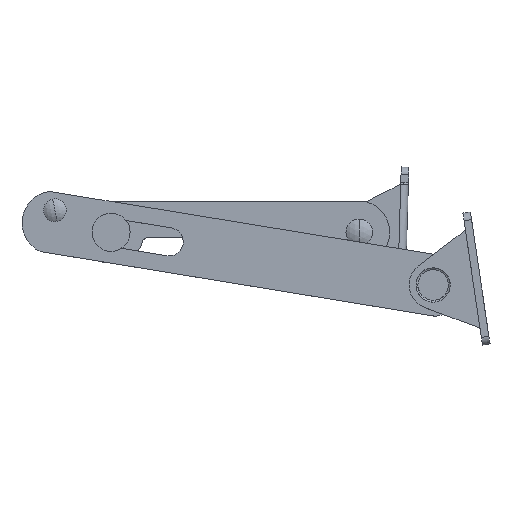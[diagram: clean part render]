
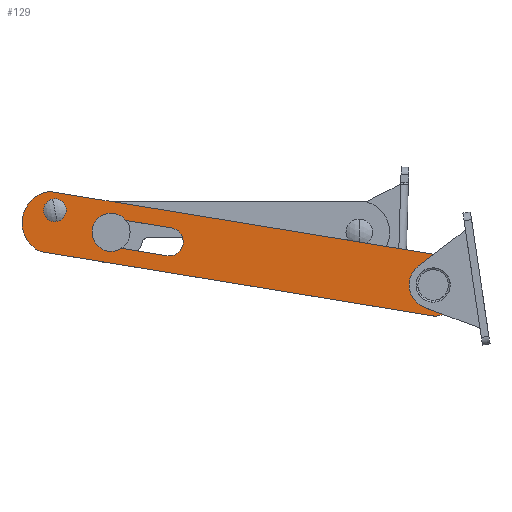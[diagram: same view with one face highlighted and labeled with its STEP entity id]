
A CAD part, top view. The second image highlights one B-rep face of the part: STEP entity #129.
In plain terms, the highlighted planar face has unit normal (0, 0, 1).
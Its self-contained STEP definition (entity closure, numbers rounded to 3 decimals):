
#11 = DIRECTION ( 'NONE',  ( -0.987, 0.161, 0. ) ) ;
#54 = DIRECTION ( 'NONE',  ( 0., 0., 1. ) ) ;
#97 = DIRECTION ( 'NONE',  ( 0.987, -0.161, 0. ) ) ;
#127 = PLANE ( 'NONE',  #2198 ) ;
#129 = ADVANCED_FACE ( 'NONE', ( #3136, #337, #3910, #417 ), #127, .T. ) ;
#136 = CARTESIAN_POINT ( 'NONE',  ( 39.985, -3.769, -1.25 ) ) ;
#223 = CARTESIAN_POINT ( 'NONE',  ( -63.916, 13.23, -1.25 ) ) ;
#225 = EDGE_CURVE ( 'NONE', #469, #580, #1124, .T. ) ;
#244 = ORIENTED_EDGE ( 'NONE', *, *, #3768, .F. ) ;
#317 = CARTESIAN_POINT ( 'NONE',  ( 39.195, -11.746, -1.25 ) ) ;
#337 = FACE_BOUND ( 'NONE', #2953, .T. ) ;
#348 = CIRCLE ( 'NONE', #2956, 2.5 ) ;
#374 = CARTESIAN_POINT ( 'NONE',  ( 36.403, -11.289, -1.25 ) ) ;
#417 = FACE_BOUND ( 'NONE', #3914, .T. ) ;
#418 = DIRECTION ( 'NONE',  ( 0., 0., 1. ) ) ;
#468 = CIRCLE ( 'NONE', #2740, 8.33 ) ;
#469 = VERTEX_POINT ( 'NONE', #2793 ) ;
#483 = EDGE_CURVE ( 'NONE', #1995, #2464, #3093, .T. ) ;
#488 = CARTESIAN_POINT ( 'NONE',  ( 36.728, -11.342, -1.25 ) ) ;
#502 = AXIS2_PLACEMENT_3D ( 'NONE', #374, #418, #2596 ) ;
#538 = EDGE_CURVE ( 'NONE', #552, #3642, #1572, .T. ) ;
#552 = VERTEX_POINT ( 'NONE', #3496 ) ;
#580 = VERTEX_POINT ( 'NONE', #2860 ) ;
#621 = ORIENTED_EDGE ( 'NONE', *, *, #830, .F. ) ;
#637 = CARTESIAN_POINT ( 'NONE',  ( 37.402, -19.559, -1.25 ) ) ;
#661 = AXIS2_PLACEMENT_3D ( 'NONE', #2533, #3807, #1293 ) ;
#676 = DIRECTION ( 'NONE',  ( -0.987, 0.161, 0. ) ) ;
#704 = CARTESIAN_POINT ( 'NONE',  ( 37.402, -19.559, -1.25 ) ) ;
#766 = EDGE_CURVE ( 'NONE', #3013, #2398, #1190, .T. ) ;
#795 = ORIENTED_EDGE ( 'NONE', *, *, #483, .T. ) ;
#814 = DIRECTION ( 'NONE',  ( 0.987, -0.161, 0. ) ) ;
#830 = EDGE_CURVE ( 'NONE', #4030, #552, #4036, .T. ) ;
#842 = CARTESIAN_POINT ( 'NONE',  ( -62.917, 4.96, -1.25 ) ) ;
#874 = DIRECTION ( 'NONE',  ( 0.987, -0.161, 0. ) ) ;
#909 = CIRCLE ( 'NONE', #661, 3.7 ) ;
#981 = CARTESIAN_POINT ( 'NONE',  ( -44.437, 5.686, -1.25 ) ) ;
#1000 = CARTESIAN_POINT ( 'NONE',  ( -32.003, 3.651, -1.25 ) ) ;
#1124 = CIRCLE ( 'NONE', #3725, 1.7 ) ;
#1187 = AXIS2_PLACEMENT_3D ( 'NONE', #3829, #2267, #2841 ) ;
#1190 = CIRCLE ( 'NONE', #3474, 2.5 ) ;
#1293 = DIRECTION ( 'NONE',  ( 0.987, -0.161, 0. ) ) ;
#1304 = EDGE_CURVE ( 'NONE', #3642, #1709, #909, .T. ) ;
#1433 = ORIENTED_EDGE ( 'NONE', *, *, #225, .F. ) ;
#1480 = DIRECTION ( 'NONE',  ( 0., 0., 1. ) ) ;
#1523 = CIRCLE ( 'NONE', #3616, 8.33 ) ;
#1528 = ORIENTED_EDGE ( 'NONE', *, *, #1684, .T. ) ;
#1572 = CIRCLE ( 'NONE', #1187, 3.7 ) ;
#1588 = CARTESIAN_POINT ( 'NONE',  ( -62.917, 4.96, -1.25 ) ) ;
#1607 = VERTEX_POINT ( 'NONE', #223 ) ;
#1647 = DIRECTION ( 'NONE',  ( 0.987, -0.161, 0. ) ) ;
#1677 = CARTESIAN_POINT ( 'NONE',  ( 36.403, -11.289, -1.25 ) ) ;
#1684 = EDGE_CURVE ( 'NONE', #1607, #1687, #468, .T. ) ;
#1687 = VERTEX_POINT ( 'NONE', #2547 ) ;
#1696 = EDGE_LOOP ( 'NONE', ( #2995, #3718, #1734, #2054, #621 ) ) ;
#1701 = CARTESIAN_POINT ( 'NONE',  ( -66.499, -2.56, -1.25 ) ) ;
#1709 = VERTEX_POINT ( 'NONE', #1000 ) ;
#1718 = DIRECTION ( 'NONE',  ( 0., 0., 1. ) ) ;
#1734 = ORIENTED_EDGE ( 'NONE', *, *, #1304, .F. ) ;
#1796 = VECTOR ( 'NONE', #1890, 1000. ) ;
#1818 = ORIENTED_EDGE ( 'NONE', *, *, #3388, .T. ) ;
#1821 = VECTOR ( 'NONE', #97, 1000. ) ;
#1890 = DIRECTION ( 'NONE',  ( 0.987, -0.161, 0. ) ) ;
#1915 = DIRECTION ( 'NONE',  ( 0.987, -0.161, 0. ) ) ;
#1995 = VERTEX_POINT ( 'NONE', #637 ) ;
#2020 = ORIENTED_EDGE ( 'NONE', *, *, #2081, .T. ) ;
#2054 = ORIENTED_EDGE ( 'NONE', *, *, #538, .F. ) ;
#2081 = EDGE_CURVE ( 'NONE', #3523, #1995, #3825, .T. ) ;
#2127 = ORIENTED_EDGE ( 'NONE', *, *, #2248, .T. ) ;
#2198 = AXIS2_PLACEMENT_3D ( 'NONE', #1677, #1718, #2595 ) ;
#2202 = ORIENTED_EDGE ( 'NONE', *, *, #3779, .F. ) ;
#2216 = DIRECTION ( 'NONE',  ( 0., 0., 1. ) ) ;
#2248 = EDGE_CURVE ( 'NONE', #1687, #3523, #1523, .T. ) ;
#2259 = CARTESIAN_POINT ( 'NONE',  ( 36.728, -11.342, -1.25 ) ) ;
#2267 = DIRECTION ( 'NONE',  ( 0., 0., 1. ) ) ;
#2288 = CARTESIAN_POINT ( 'NONE',  ( -62.603, 8.303, -1.25 ) ) ;
#2398 = VERTEX_POINT ( 'NONE', #3073 ) ;
#2426 = AXIS2_PLACEMENT_3D ( 'NONE', #3732, #2478, #11 ) ;
#2455 = CARTESIAN_POINT ( 'NONE',  ( -45.632, -1.617, -1.25 ) ) ;
#2464 = VERTEX_POINT ( 'NONE', #136 ) ;
#2478 = DIRECTION ( 'NONE',  ( 0., 0., 1. ) ) ;
#2497 = CARTESIAN_POINT ( 'NONE',  ( -44.437, 5.686, -1.25 ) ) ;
#2533 = CARTESIAN_POINT ( 'NONE',  ( -32.6, 0., -1.25 ) ) ;
#2547 = CARTESIAN_POINT ( 'NONE',  ( -71.138, 6.305, -1.25 ) ) ;
#2595 = DIRECTION ( 'NONE',  ( 0.987, -0.161, 0. ) ) ;
#2596 = DIRECTION ( 'NONE',  ( 0.987, -0.161, 0. ) ) ;
#2728 = CARTESIAN_POINT ( 'NONE',  ( -45.632, -1.617, -1.25 ) ) ;
#2740 = AXIS2_PLACEMENT_3D ( 'NONE', #1588, #54, #2835 ) ;
#2793 = CARTESIAN_POINT ( 'NONE',  ( -60.925, 8.029, -1.25 ) ) ;
#2835 = DIRECTION ( 'NONE',  ( 0.987, -0.161, 0. ) ) ;
#2836 = DIRECTION ( 'NONE',  ( -0.987, 0.161, 0. ) ) ;
#2841 = DIRECTION ( 'NONE',  ( 0.987, -0.161, 0. ) ) ;
#2860 = CARTESIAN_POINT ( 'NONE',  ( -64.281, 8.578, -1.25 ) ) ;
#2893 = EDGE_LOOP ( 'NONE', ( #795, #1818, #1528, #2127, #2020 ) ) ;
#2953 = EDGE_LOOP ( 'NONE', ( #1433, #2202 ) ) ;
#2956 = AXIS2_PLACEMENT_3D ( 'NONE', #2259, #2216, #1915 ) ;
#2988 = VERTEX_POINT ( 'NONE', #2497 ) ;
#2995 = ORIENTED_EDGE ( 'NONE', *, *, #3812, .F. ) ;
#3013 = VERTEX_POINT ( 'NONE', #317 ) ;
#3073 = CARTESIAN_POINT ( 'NONE',  ( 34.261, -10.939, -1.25 ) ) ;
#3093 = CIRCLE ( 'NONE', #502, 8.33 ) ;
#3118 = DIRECTION ( 'NONE',  ( 0., 0., 1. ) ) ;
#3134 = ORIENTED_EDGE ( 'NONE', *, *, #766, .F. ) ;
#3136 = FACE_BOUND ( 'NONE', #1696, .T. ) ;
#3388 = EDGE_CURVE ( 'NONE', #2464, #1607, #3439, .T. ) ;
#3439 = LINE ( 'NONE', #4012, #3575 ) ;
#3474 = AXIS2_PLACEMENT_3D ( 'NONE', #488, #3589, #814 ) ;
#3483 = AXIS2_PLACEMENT_3D ( 'NONE', #3800, #3118, #1647 ) ;
#3492 = LINE ( 'NONE', #981, #3545 ) ;
#3496 = CARTESIAN_POINT ( 'NONE',  ( -33.197, -3.651, -1.25 ) ) ;
#3523 = VERTEX_POINT ( 'NONE', #1701 ) ;
#3540 = DIRECTION ( 'NONE',  ( 0., 0., 1. ) ) ;
#3545 = VECTOR ( 'NONE', #2836, 1000. ) ;
#3575 = VECTOR ( 'NONE', #676, 1000. ) ;
#3589 = DIRECTION ( 'NONE',  ( 0., 0., 1. ) ) ;
#3616 = AXIS2_PLACEMENT_3D ( 'NONE', #842, #1480, #874 ) ;
#3642 = VERTEX_POINT ( 'NONE', #3890 ) ;
#3677 = CIRCLE ( 'NONE', #3483, 1.7 ) ;
#3718 = ORIENTED_EDGE ( 'NONE', *, *, #3744, .F. ) ;
#3725 = AXIS2_PLACEMENT_3D ( 'NONE', #2288, #3540, #4045 ) ;
#3732 = CARTESIAN_POINT ( 'NONE',  ( -45.035, 2.034, -1.25 ) ) ;
#3744 = EDGE_CURVE ( 'NONE', #1709, #2988, #3492, .T. ) ;
#3768 = EDGE_CURVE ( 'NONE', #2398, #3013, #348, .T. ) ;
#3779 = EDGE_CURVE ( 'NONE', #580, #469, #3677, .T. ) ;
#3800 = CARTESIAN_POINT ( 'NONE',  ( -62.603, 8.303, -1.25 ) ) ;
#3807 = DIRECTION ( 'NONE',  ( 0., 0., 1. ) ) ;
#3812 = EDGE_CURVE ( 'NONE', #2988, #4030, #4004, .T. ) ;
#3825 = LINE ( 'NONE', #704, #1821 ) ;
#3829 = CARTESIAN_POINT ( 'NONE',  ( -32.6, 0., -1.25 ) ) ;
#3890 = CARTESIAN_POINT ( 'NONE',  ( -28.949, -0.597, -1.25 ) ) ;
#3910 = FACE_OUTER_BOUND ( 'NONE', #2893, .T. ) ;
#3914 = EDGE_LOOP ( 'NONE', ( #3134, #244 ) ) ;
#4004 = CIRCLE ( 'NONE', #2426, 3.7 ) ;
#4012 = CARTESIAN_POINT ( 'NONE',  ( 39.985, -3.769, -1.25 ) ) ;
#4030 = VERTEX_POINT ( 'NONE', #2728 ) ;
#4036 = LINE ( 'NONE', #2455, #1796 ) ;
#4045 = DIRECTION ( 'NONE',  ( 0.987, -0.161, 0. ) ) ;
